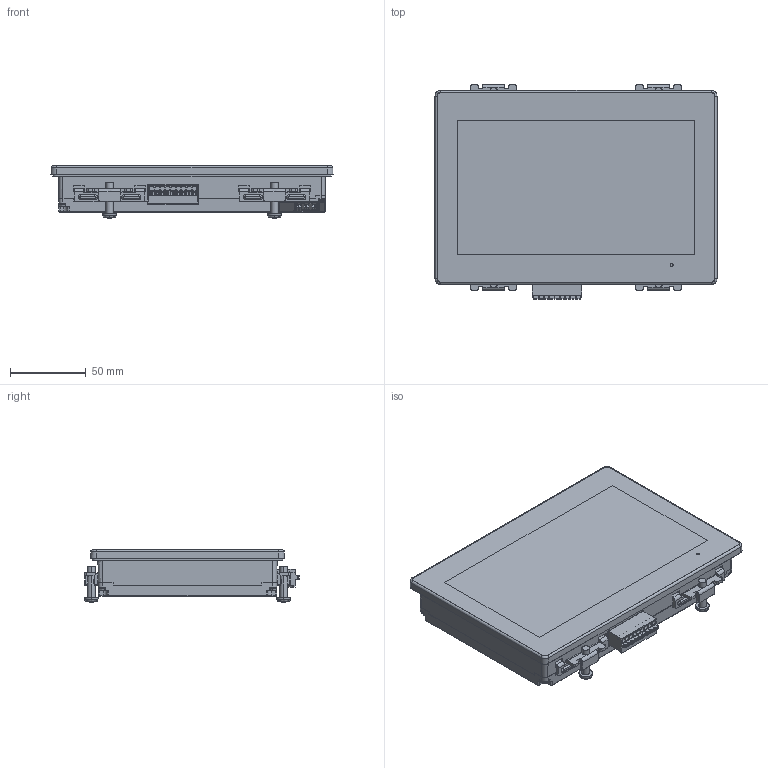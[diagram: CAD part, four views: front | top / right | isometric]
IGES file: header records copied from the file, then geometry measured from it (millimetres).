
Start section: SolidWorks IGES file using analytic representation for surfaces
Global section: file name: HG2J-7UT22TF-&_rev0.0.IGS; native system: SolidWorks 2019; preprocessor: SolidWorks 2019; author: 1003643; date: 220208.125721; units: millimetre
Bounding box: 186 x 141.74 x 34.41 mm (x, y, z)
Surface area: 82369.8 mm2 (no closed solid volume)
Topology: 0 solids, 0 shells, 2693 faces, 20676 edges, 20655 vertices
Faces by surface type: bspline 2004, revolution 689
